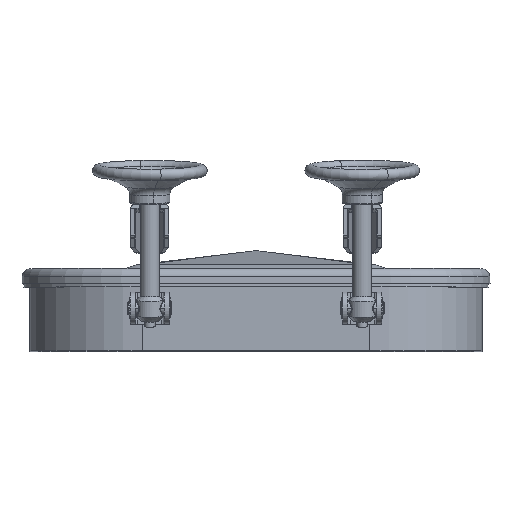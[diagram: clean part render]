
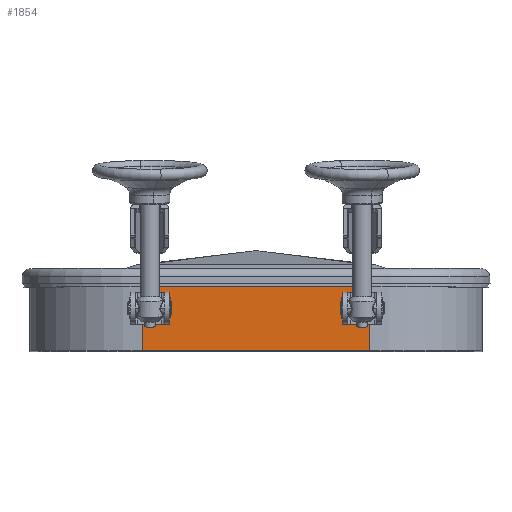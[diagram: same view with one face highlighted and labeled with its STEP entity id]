
A CAD part, top view. The second image highlights one B-rep face of the part: STEP entity #1854.
In plain terms, the highlighted planar face has unit normal (0, 0, 1).
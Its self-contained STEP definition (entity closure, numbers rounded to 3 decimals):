
#1824 = VERTEX_POINT ( 'NONE', #7212 ) ;
#1826 = EDGE_CURVE ( 'NONE', #1827, #1824, #7211, .T. ) ;
#1827 = VERTEX_POINT ( 'NONE', #7207 ) ;
#1851 = EDGE_CURVE ( 'NONE', #5587, #1827, #7231, .T. ) ;
#1854 = ADVANCED_FACE ( 'NONE', ( #7227 ), #7226, .F. ) ;
#1855 = EDGE_LOOP ( 'NONE', ( #1856, #1912, #1914, #1915 ) ) ;
#1856 = ORIENTED_EDGE ( 'NONE', *, *, #1826, .T. ) ;
#1912 = ORIENTED_EDGE ( 'NONE', *, *, #1913, .F. ) ;
#1913 = EDGE_CURVE ( 'NONE', #5588, #1824, #7322, .T. ) ;
#1914 = ORIENTED_EDGE ( 'NONE', *, *, #5559, .F. ) ;
#1915 = ORIENTED_EDGE ( 'NONE', *, *, #1851, .T. ) ;
#5559 = EDGE_CURVE ( 'NONE', #5587, #5588, #19215, .T. ) ;
#5587 = VERTEX_POINT ( 'NONE', #19290 ) ;
#5588 = VERTEX_POINT ( 'NONE', #19289 ) ;
#7207 = CARTESIAN_POINT ( 'NONE',  ( 1471.89, 0., -462.066 ) ) ;
#7208 = DIRECTION ( 'NONE',  ( 1., 0., 0. ) ) ;
#7209 = VECTOR ( 'NONE', #7208, 1000. ) ;
#7210 = CARTESIAN_POINT ( 'NONE',  ( 1685.89, 0., -462.066 ) ) ;
#7211 = LINE ( 'NONE', #7210, #7209 ) ;
#7212 = CARTESIAN_POINT ( 'NONE',  ( 1685.89, 0., -462.066 ) ) ;
#7221 = DIRECTION ( 'NONE',  ( -1., 0., 0. ) ) ;
#7222 = DIRECTION ( 'NONE',  ( 0., 0., -1. ) ) ;
#7223 = AXIS2_PLACEMENT_3D ( 'NONE', #7225, #7222, #7221 ) ;
#7225 = CARTESIAN_POINT ( 'NONE',  ( 1685.89, 60., -462.066 ) ) ;
#7226 = PLANE ( 'NONE',  #7223 ) ;
#7227 = FACE_OUTER_BOUND ( 'NONE', #1855, .T. ) ;
#7228 = DIRECTION ( 'NONE',  ( 0., -1., 0. ) ) ;
#7229 = VECTOR ( 'NONE', #7228, 1000. ) ;
#7230 = CARTESIAN_POINT ( 'NONE',  ( 1471.89, 60., -462.066 ) ) ;
#7231 = LINE ( 'NONE', #7230, #7229 ) ;
#7319 = DIRECTION ( 'NONE',  ( 0., -1., 0. ) ) ;
#7320 = VECTOR ( 'NONE', #7319, 1000. ) ;
#7321 = CARTESIAN_POINT ( 'NONE',  ( 1685.89, 60., -462.066 ) ) ;
#7322 = LINE ( 'NONE', #7321, #7320 ) ;
#19212 = DIRECTION ( 'NONE',  ( 1., 0., 0. ) ) ;
#19213 = VECTOR ( 'NONE', #19212, 1000. ) ;
#19214 = CARTESIAN_POINT ( 'NONE',  ( 1685.89, 60., -462.066 ) ) ;
#19215 = LINE ( 'NONE', #19214, #19213 ) ;
#19289 = CARTESIAN_POINT ( 'NONE',  ( 1685.89, 60., -462.066 ) ) ;
#19290 = CARTESIAN_POINT ( 'NONE',  ( 1471.89, 60., -462.066 ) ) ;
